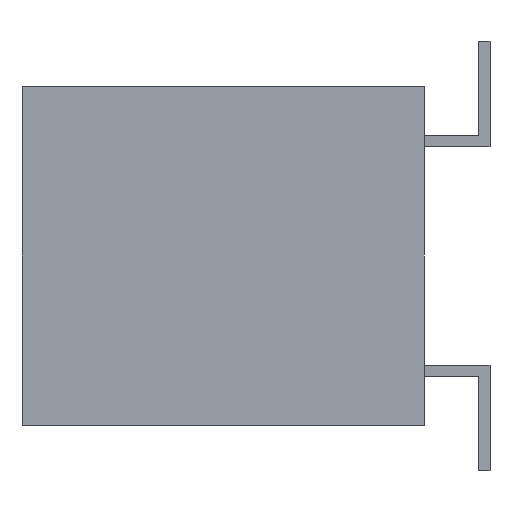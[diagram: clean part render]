
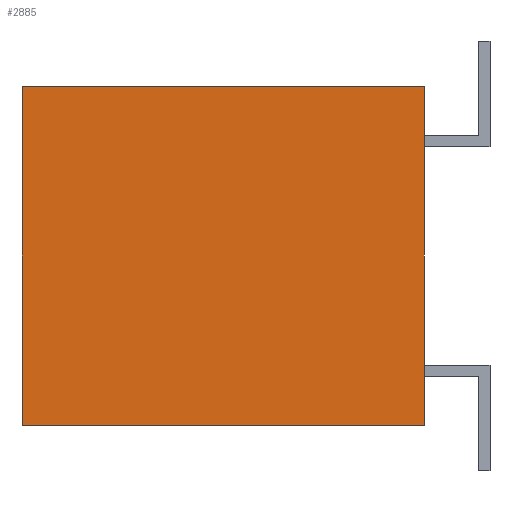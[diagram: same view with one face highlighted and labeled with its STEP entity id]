
A CAD part, left-side view. The second image highlights one B-rep face of the part: STEP entity #2885.
In plain terms, the highlighted planar face has unit normal (-1, 0, 0).
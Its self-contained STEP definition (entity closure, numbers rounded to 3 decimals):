
#26 = CARTESIAN_POINT ( 'NONE',  ( 0., 8.9, 0. ) ) ;
#48 = LINE ( 'NONE', #1388, #2482 ) ;
#360 = DIRECTION ( 'NONE',  ( 0., -1., 0. ) ) ;
#526 = DIRECTION ( 'NONE',  ( 0., 0., 1. ) ) ;
#538 = EDGE_CURVE ( 'NONE', #2453, #2876, #48, .T. ) ;
#601 = LINE ( 'NONE', #26, #2109 ) ;
#664 = EDGE_CURVE ( 'NONE', #2335, #2453, #601, .T. ) ;
#721 = AXIS2_PLACEMENT_3D ( 'NONE', #4124, #3433, #4178 ) ;
#1217 = ORIENTED_EDGE ( 'NONE', *, *, #664, .F. ) ;
#1254 = LINE ( 'NONE', #2292, #3017 ) ;
#1388 = CARTESIAN_POINT ( 'NONE',  ( 0., 8.9, 0. ) ) ;
#1593 = CARTESIAN_POINT ( 'NONE',  ( 0., 8.9, -7.5 ) ) ;
#1817 = EDGE_CURVE ( 'NONE', #2626, #2876, #1254, .T. ) ;
#1895 = ORIENTED_EDGE ( 'NONE', *, *, #3471, .T. ) ;
#2036 = ORIENTED_EDGE ( 'NONE', *, *, #538, .F. ) ;
#2109 = VECTOR ( 'NONE', #2448, 1000. ) ;
#2292 = CARTESIAN_POINT ( 'NONE',  ( 0., 0., 0. ) ) ;
#2335 = VERTEX_POINT ( 'NONE', #3615 ) ;
#2385 = PLANE ( 'NONE',  #721 ) ;
#2448 = DIRECTION ( 'NONE',  ( 0., 0., 1. ) ) ;
#2453 = VERTEX_POINT ( 'NONE', #3876 ) ;
#2482 = VECTOR ( 'NONE', #360, 1000. ) ;
#2626 = VERTEX_POINT ( 'NONE', #3239 ) ;
#2876 = VERTEX_POINT ( 'NONE', #3776 ) ;
#2885 = ADVANCED_FACE ( 'NONE', ( #3765 ), #2385, .F. ) ;
#3017 = VECTOR ( 'NONE', #526, 1000. ) ;
#3206 = ORIENTED_EDGE ( 'NONE', *, *, #1817, .T. ) ;
#3239 = CARTESIAN_POINT ( 'NONE',  ( 0., 0., -7.5 ) ) ;
#3433 = DIRECTION ( 'NONE',  ( 1., 0., 0. ) ) ;
#3471 = EDGE_CURVE ( 'NONE', #2335, #2626, #4495, .T. ) ;
#3615 = CARTESIAN_POINT ( 'NONE',  ( 0., 8.9, -7.5 ) ) ;
#3725 = EDGE_LOOP ( 'NONE', ( #3206, #2036, #1217, #1895 ) ) ;
#3765 = FACE_OUTER_BOUND ( 'NONE', #3725, .T. ) ;
#3776 = CARTESIAN_POINT ( 'NONE',  ( 0., 0., 0. ) ) ;
#3787 = VECTOR ( 'NONE', #4384, 1000. ) ;
#3876 = CARTESIAN_POINT ( 'NONE',  ( 0., 8.9, 0. ) ) ;
#4124 = CARTESIAN_POINT ( 'NONE',  ( 0., 8.9, 0. ) ) ;
#4178 = DIRECTION ( 'NONE',  ( 0., 0., -1. ) ) ;
#4384 = DIRECTION ( 'NONE',  ( 0., -1., 0. ) ) ;
#4495 = LINE ( 'NONE', #1593, #3787 ) ;
